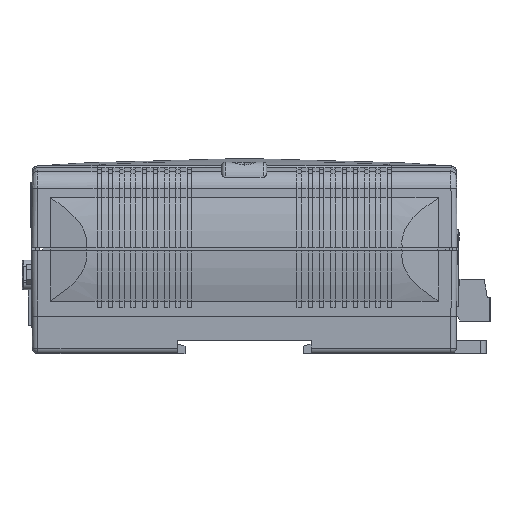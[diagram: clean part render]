
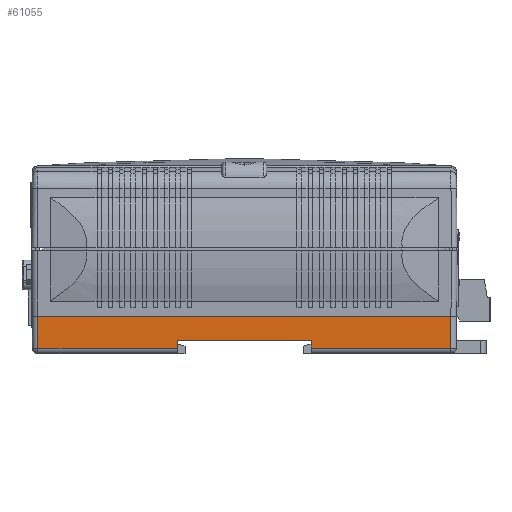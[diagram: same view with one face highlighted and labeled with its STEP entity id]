
A CAD part, left-side view. The second image highlights one B-rep face of the part: STEP entity #61055.
In plain terms, the highlighted planar face has unit normal (-0.999, 0, -0.035).
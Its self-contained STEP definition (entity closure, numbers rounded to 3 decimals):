
#629 = EDGE_LOOP ( 'NONE', ( #4354, #22541, #79250, #65987, #38281, #58976, #9828, #41795 ) ) ;
#2204 = CARTESIAN_POINT ( 'NONE',  ( -42.582, -17.8, -26.302 ) ) ;
#2579 = CARTESIAN_POINT ( 'NONE',  ( -42.88, 55.085, -17.75 ) ) ;
#2652 = CARTESIAN_POINT ( 'NONE',  ( -42.653, -17.8, -24.25 ) ) ;
#3294 = VECTOR ( 'NONE', #4850, 1000. ) ;
#4354 = ORIENTED_EDGE ( 'NONE', *, *, #81207, .T. ) ;
#4850 = DIRECTION ( 'NONE',  ( 0., -1., 0. ) ) ;
#5397 = FACE_OUTER_BOUND ( 'NONE', #629, .T. ) ;
#5457 = VERTEX_POINT ( 'NONE', #2579 ) ;
#5878 = PLANE ( 'NONE',  #34549 ) ;
#6163 = VERTEX_POINT ( 'NONE', #36792 ) ;
#8585 = LINE ( 'NONE', #47456, #33689 ) ;
#8920 = LINE ( 'NONE', #54773, #17736 ) ;
#9515 = VECTOR ( 'NONE', #11404, 1000. ) ;
#9828 = ORIENTED_EDGE ( 'NONE', *, *, #78593, .T. ) ;
#10525 = CARTESIAN_POINT ( 'NONE',  ( -42.88, -55.085, -17.75 ) ) ;
#10550 = VECTOR ( 'NONE', #46941, 1000. ) ;
#11404 = DIRECTION ( 'NONE',  ( 0., 1., 0. ) ) ;
#14162 = VERTEX_POINT ( 'NONE', #10525 ) ;
#15599 = EDGE_CURVE ( 'NONE', #93546, #6163, #17885, .T. ) ;
#16026 = LINE ( 'NONE', #30993, #10550 ) ;
#17518 = DIRECTION ( 'NONE',  ( -0.035, 0., 0.999 ) ) ;
#17736 = VECTOR ( 'NONE', #69237, 1000. ) ;
#17885 = LINE ( 'NONE', #64723, #9515 ) ;
#18780 = CARTESIAN_POINT ( 'NONE',  ( -42.582, -27.315, -26.302 ) ) ;
#21339 = DIRECTION ( 'NONE',  ( 0.035, 0., -0.999 ) ) ;
#22541 = ORIENTED_EDGE ( 'NONE', *, *, #70645, .T. ) ;
#26721 = VECTOR ( 'NONE', #75962, 1000. ) ;
#27800 = CARTESIAN_POINT ( 'NONE',  ( -42.582, -27.315, -26.302 ) ) ;
#30977 = EDGE_CURVE ( 'NONE', #61617, #93546, #95037, .T. ) ;
#30993 = CARTESIAN_POINT ( 'NONE',  ( -42.872, -55.083, -17.992 ) ) ;
#31136 = CARTESIAN_POINT ( 'NONE',  ( -42.582, 17.8, -26.302 ) ) ;
#33689 = VECTOR ( 'NONE', #17518, 1000. ) ;
#34549 = AXIS2_PLACEMENT_3D ( 'NONE', #36285, #89667, #21339 ) ;
#36285 = CARTESIAN_POINT ( 'NONE',  ( -42.88, -27.315, -17.75 ) ) ;
#36688 = CARTESIAN_POINT ( 'NONE',  ( -42.582, 55.01, -26.302 ) ) ;
#36792 = CARTESIAN_POINT ( 'NONE',  ( -42.653, 17.8, -24.25 ) ) ;
#38281 = ORIENTED_EDGE ( 'NONE', *, *, #30977, .F. ) ;
#39272 = VECTOR ( 'NONE', #49162, 1000. ) ;
#40222 = VECTOR ( 'NONE', #78103, 1000. ) ;
#41795 = ORIENTED_EDGE ( 'NONE', *, *, #71485, .T. ) ;
#44394 = EDGE_CURVE ( 'NONE', #61617, #96216, #56673, .T. ) ;
#46941 = DIRECTION ( 'NONE',  ( -0.035, -0.009, 0.999 ) ) ;
#47456 = CARTESIAN_POINT ( 'NONE',  ( -42.88, 17.8, -17.75 ) ) ;
#49162 = DIRECTION ( 'NONE',  ( -0.035, 0., 0.999 ) ) ;
#54773 = CARTESIAN_POINT ( 'NONE',  ( -42.88, -54.63, -17.75 ) ) ;
#56628 = CARTESIAN_POINT ( 'NONE',  ( -42.88, -17.8, -17.75 ) ) ;
#56673 = LINE ( 'NONE', #18780, #40222 ) ;
#58745 = VERTEX_POINT ( 'NONE', #31136 ) ;
#58976 = ORIENTED_EDGE ( 'NONE', *, *, #44394, .T. ) ;
#61055 = ADVANCED_FACE ( 'NONE', ( #5397 ), #5878, .F. ) ;
#61617 = VERTEX_POINT ( 'NONE', #2204 ) ;
#63796 = VERTEX_POINT ( 'NONE', #36688 ) ;
#64723 = CARTESIAN_POINT ( 'NONE',  ( -42.653, -27.315, -24.25 ) ) ;
#65987 = ORIENTED_EDGE ( 'NONE', *, *, #15599, .F. ) ;
#69237 = DIRECTION ( 'NONE',  ( 0., 1., 0. ) ) ;
#70645 = EDGE_CURVE ( 'NONE', #63796, #58745, #73135, .T. ) ;
#71485 = EDGE_CURVE ( 'NONE', #14162, #5457, #8920, .T. ) ;
#73135 = LINE ( 'NONE', #27800, #3294 ) ;
#73201 = EDGE_CURVE ( 'NONE', #58745, #6163, #8585, .T. ) ;
#75962 = DIRECTION ( 'NONE',  ( 0.035, -0.009, -0.999 ) ) ;
#78103 = DIRECTION ( 'NONE',  ( 0., -1., 0. ) ) ;
#78593 = EDGE_CURVE ( 'NONE', #96216, #14162, #16026, .T. ) ;
#79250 = ORIENTED_EDGE ( 'NONE', *, *, #73201, .T. ) ;
#81207 = EDGE_CURVE ( 'NONE', #5457, #63796, #90973, .T. ) ;
#84046 = CARTESIAN_POINT ( 'NONE',  ( -42.582, -55.01, -26.302 ) ) ;
#89004 = CARTESIAN_POINT ( 'NONE',  ( -42.855, 55.079, -18.468 ) ) ;
#89667 = DIRECTION ( 'NONE',  ( 0.999, 0., 0.035 ) ) ;
#90973 = LINE ( 'NONE', #89004, #26721 ) ;
#93546 = VERTEX_POINT ( 'NONE', #2652 ) ;
#95037 = LINE ( 'NONE', #56628, #39272 ) ;
#96216 = VERTEX_POINT ( 'NONE', #84046 ) ;
